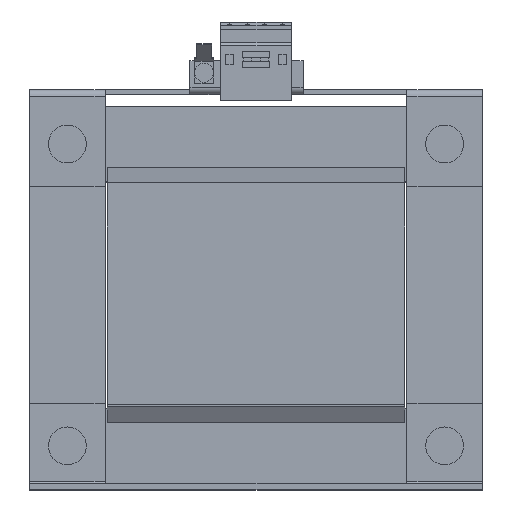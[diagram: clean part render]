
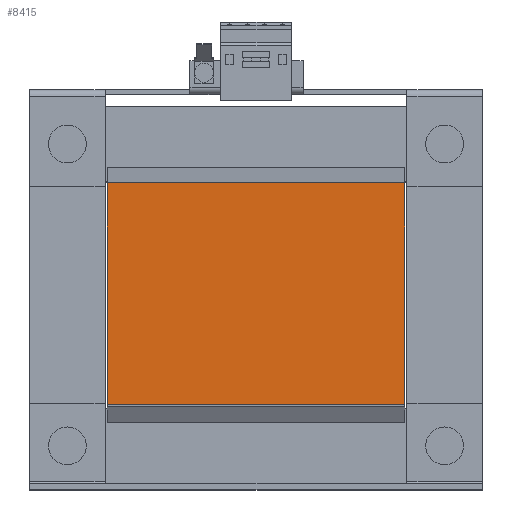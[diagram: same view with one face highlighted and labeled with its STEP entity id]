
A CAD part, top view. The second image highlights one B-rep face of the part: STEP entity #8415.
In plain terms, the highlighted planar face has unit normal (0, 0, 1).
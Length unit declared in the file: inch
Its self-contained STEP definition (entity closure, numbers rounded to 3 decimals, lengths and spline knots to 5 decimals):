
#360 = DIRECTION ( 'NONE',  ( 0., -1., 0. ) ) ;
#464 = DIRECTION ( 'NONE',  ( 1., 0., 0. ) ) ;
#474 = EDGE_LOOP ( 'NONE', ( #599, #4676, #10283, #7914 ) ) ;
#481 = CARTESIAN_POINT ( 'NONE',  ( 2.48031, 1.86892, 2.7154 ) ) ;
#599 = ORIENTED_EDGE ( 'NONE', *, *, #6971, .F. ) ;
#759 = EDGE_CURVE ( 'NONE', #8738, #10383, #6999, .T. ) ;
#799 = CARTESIAN_POINT ( 'NONE',  ( 2.48031, -1.83186, 2.7154 ) ) ;
#907 = VERTEX_POINT ( 'NONE', #9830 ) ;
#960 = DIRECTION ( 'NONE',  ( 0., 0., -1. ) ) ;
#1166 = LINE ( 'NONE', #9467, #8645 ) ;
#1420 = VECTOR ( 'NONE', #6895, 39.37008 ) ;
#1969 = CARTESIAN_POINT ( 'NONE',  ( 2.48031, 0., 2.7154 ) ) ;
#2666 = FACE_OUTER_BOUND ( 'NONE', #474, .T. ) ;
#3035 = CARTESIAN_POINT ( 'NONE',  ( -2.48031, 1.86892, 2.7154 ) ) ;
#3869 = VECTOR ( 'NONE', #464, 39.37008 ) ;
#4676 = ORIENTED_EDGE ( 'NONE', *, *, #7298, .F. ) ;
#5458 = CARTESIAN_POINT ( 'NONE',  ( 2.48031, -1.83186, 2.7154 ) ) ;
#6214 = LINE ( 'NONE', #5458, #8085 ) ;
#6895 = DIRECTION ( 'NONE',  ( 0., -1., 0. ) ) ;
#6971 = EDGE_CURVE ( 'NONE', #907, #10462, #6214, .T. ) ;
#6999 = LINE ( 'NONE', #9462, #3869 ) ;
#7127 = CARTESIAN_POINT ( 'NONE',  ( -2.48031, -1.83186, 2.7154 ) ) ;
#7298 = EDGE_CURVE ( 'NONE', #10383, #907, #9415, .T. ) ;
#7914 = ORIENTED_EDGE ( 'NONE', *, *, #9684, .T. ) ;
#8085 = VECTOR ( 'NONE', #8829, 39.37008 ) ;
#8238 = DIRECTION ( 'NONE',  ( 0., 1., 0. ) ) ;
#8290 = PLANE ( 'NONE',  #9647 ) ;
#8415 = ADVANCED_FACE ( 'NONE', ( #2666 ), #8290, .F. ) ;
#8645 = VECTOR ( 'NONE', #360, 39.37008 ) ;
#8738 = VERTEX_POINT ( 'NONE', #3035 ) ;
#8829 = DIRECTION ( 'NONE',  ( -1., 0., 0. ) ) ;
#9415 = LINE ( 'NONE', #1969, #1420 ) ;
#9462 = CARTESIAN_POINT ( 'NONE',  ( 2.48031, 1.86892, 2.7154 ) ) ;
#9467 = CARTESIAN_POINT ( 'NONE',  ( -2.48031, 0., 2.7154 ) ) ;
#9647 = AXIS2_PLACEMENT_3D ( 'NONE', #799, #960, #8238 ) ;
#9684 = EDGE_CURVE ( 'NONE', #8738, #10462, #1166, .T. ) ;
#9830 = CARTESIAN_POINT ( 'NONE',  ( 2.48031, -1.83186, 2.7154 ) ) ;
#10283 = ORIENTED_EDGE ( 'NONE', *, *, #759, .F. ) ;
#10383 = VERTEX_POINT ( 'NONE', #481 ) ;
#10462 = VERTEX_POINT ( 'NONE', #7127 ) ;
